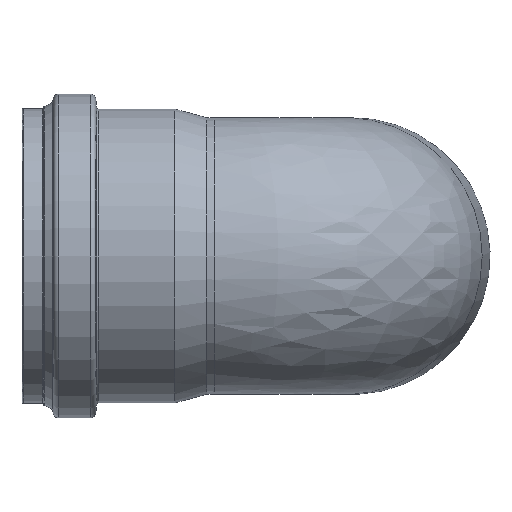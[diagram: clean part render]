
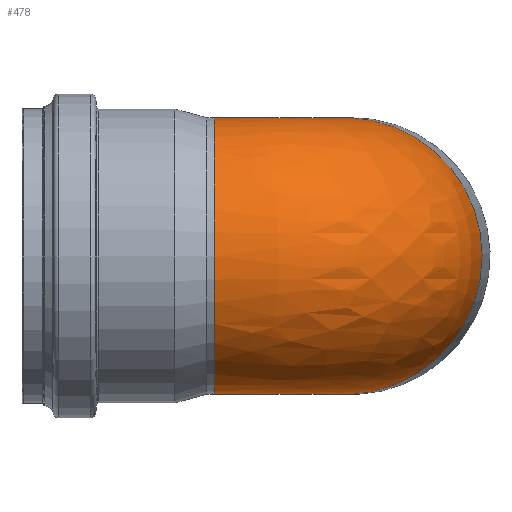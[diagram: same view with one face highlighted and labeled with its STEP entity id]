
A CAD part, left-side view. The second image highlights one B-rep face of the part: STEP entity #478.
In plain terms, the highlighted free-form (B-spline) face has degree [2, 2] with [9, 3] control points.
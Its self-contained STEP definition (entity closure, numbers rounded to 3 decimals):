
#29=(
BOUNDED_SURFACE()
B_SPLINE_SURFACE(2,2,((#972,#973,#974),(#975,#976,#977),(#978,#979,#980),
(#981,#982,#983),(#984,#985,#986),(#987,#988,#989),(#990,#991,#992),(#993,
#994,#995),(#996,#997,#998)),.UNSPECIFIED.,.F.,.F.,.F.)
B_SPLINE_SURFACE_WITH_KNOTS((3,2,2,2,3),(3,3),(-2.737,-1.369,
0.,1.369,2.737),(-1.527,
0.),.UNSPECIFIED.)
GEOMETRIC_REPRESENTATION_ITEM()
RATIONAL_B_SPLINE_SURFACE(((1.,0.722,1.),(0.775,
0.56,0.775),(1.,0.722,1.),(0.775,
0.56,0.775),(1.,0.722,1.),(0.775,
0.56,0.775),(1.,0.722,1.),(0.775,
0.56,0.775),(1.,0.722,1.)))
REPRESENTATION_ITEM('')
SURFACE()
);
#38=B_SPLINE_CURVE_WITH_KNOTS('',3,(#811,#812,#813,#814,#815,#816,#817,
#818,#819,#820,#821,#822,#823,#824,#825,#826),.UNSPECIFIED.,.F.,.F.,(4,
3,3,3,3,4),(-0.001,0.062,0.123,
0.158,0.198,0.277),.UNSPECIFIED.);
#44=B_SPLINE_CURVE_WITH_KNOTS('',3,(#955,#956,#957,#958,#959,#960,#961,
#962,#963,#964,#965,#966,#967,#968,#969,#970),.UNSPECIFIED.,.F.,.F.,(4,
3,3,3,3,4),(-0.001,0.078,0.119,0.154,
0.215,0.277),.UNSPECIFIED.);
#103=FACE_OUTER_BOUND('',#149,.T.);
#149=EDGE_LOOP('',(#381,#382,#383,#384));
#222=CIRCLE('',#522,100.15);
#224=CIRCLE('',#528,100.15);
#262=VERTEX_POINT('',#772);
#264=VERTEX_POINT('',#775);
#268=VERTEX_POINT('',#809);
#272=VERTEX_POINT('',#954);
#309=EDGE_CURVE('',#264,#262,#222,.T.);
#314=EDGE_CURVE('',#262,#268,#38,.T.);
#320=EDGE_CURVE('',#272,#264,#44,.T.);
#322=EDGE_CURVE('',#272,#268,#224,.T.);
#381=ORIENTED_EDGE('',*,*,#314,.T.);
#382=ORIENTED_EDGE('',*,*,#322,.F.);
#383=ORIENTED_EDGE('',*,*,#320,.T.);
#384=ORIENTED_EDGE('',*,*,#309,.T.);
#478=ADVANCED_FACE('',(#103),#29,.F.);
#522=AXIS2_PLACEMENT_3D('',#776,#611,#612);
#528=AXIS2_PLACEMENT_3D('',#999,#623,#624);
#611=DIRECTION('center_axis',(-0.999,0.044,0.));
#612=DIRECTION('ref_axis',(-0.044,-0.999,0.));
#623=DIRECTION('center_axis',(0.,1.,0.));
#624=DIRECTION('ref_axis',(-1.,0.,0.));
#772=CARTESIAN_POINT('',(93.77,-62.358,39.544));
#775=CARTESIAN_POINT('',(93.77,-62.358,-39.544));
#776=CARTESIAN_POINT('Origin',(89.756,-154.283,0.));
#809=CARTESIAN_POINT('',(92.013,-60.522,39.544));
#811=CARTESIAN_POINT('Ctrl Pts',(93.77,-62.358,39.544));
#812=CARTESIAN_POINT('Ctrl Pts',(93.567,-62.334,39.51));
#813=CARTESIAN_POINT('Ctrl Pts',(93.368,-62.278,39.483));
#814=CARTESIAN_POINT('Ctrl Pts',(93.18,-62.193,39.463));
#815=CARTESIAN_POINT('Ctrl Pts',(92.996,-62.109,39.443));
#816=CARTESIAN_POINT('Ctrl Pts',(92.825,-61.999,39.43));
#817=CARTESIAN_POINT('Ctrl Pts',(92.673,-61.864,39.426));
#818=CARTESIAN_POINT('Ctrl Pts',(92.584,-61.786,39.423));
#819=CARTESIAN_POINT('Ctrl Pts',(92.504,-61.701,39.423));
#820=CARTESIAN_POINT('Ctrl Pts',(92.431,-61.609,39.426));
#821=CARTESIAN_POINT('Ctrl Pts',(92.349,-61.504,39.429));
#822=CARTESIAN_POINT('Ctrl Pts',(92.278,-61.39,39.436));
#823=CARTESIAN_POINT('Ctrl Pts',(92.218,-61.27,39.447));
#824=CARTESIAN_POINT('Ctrl Pts',(92.101,-61.035,39.468));
#825=CARTESIAN_POINT('Ctrl Pts',(92.031,-60.781,39.5));
#826=CARTESIAN_POINT('Ctrl Pts',(92.013,-60.522,39.544));
#954=CARTESIAN_POINT('',(92.013,-60.522,-39.544));
#955=CARTESIAN_POINT('Ctrl Pts',(92.013,-60.522,-39.544));
#956=CARTESIAN_POINT('Ctrl Pts',(92.031,-60.781,-39.5));
#957=CARTESIAN_POINT('Ctrl Pts',(92.101,-61.035,-39.468));
#958=CARTESIAN_POINT('Ctrl Pts',(92.218,-61.27,-39.447));
#959=CARTESIAN_POINT('Ctrl Pts',(92.278,-61.39,-39.436));
#960=CARTESIAN_POINT('Ctrl Pts',(92.349,-61.504,-39.429));
#961=CARTESIAN_POINT('Ctrl Pts',(92.431,-61.609,-39.426));
#962=CARTESIAN_POINT('Ctrl Pts',(92.504,-61.701,-39.423));
#963=CARTESIAN_POINT('Ctrl Pts',(92.584,-61.786,-39.423));
#964=CARTESIAN_POINT('Ctrl Pts',(92.673,-61.864,-39.426));
#965=CARTESIAN_POINT('Ctrl Pts',(92.825,-61.999,-39.43));
#966=CARTESIAN_POINT('Ctrl Pts',(92.996,-62.109,-39.443));
#967=CARTESIAN_POINT('Ctrl Pts',(93.18,-62.193,-39.463));
#968=CARTESIAN_POINT('Ctrl Pts',(93.368,-62.278,-39.483));
#969=CARTESIAN_POINT('Ctrl Pts',(93.567,-62.334,-39.51));
#970=CARTESIAN_POINT('Ctrl Pts',(93.77,-62.358,-39.544));
#972=CARTESIAN_POINT('Ctrl Pts',(93.772,-62.305,39.42));
#973=CARTESIAN_POINT('Ctrl Pts',(92.066,-62.23,39.42));
#974=CARTESIAN_POINT('Ctrl Pts',(92.066,-60.522,39.42));
#975=CARTESIAN_POINT('Ctrl Pts',(92.37,-94.43,114.521));
#976=CARTESIAN_POINT('Ctrl Pts',(59.91,-93.013,114.521));
#977=CARTESIAN_POINT('Ctrl Pts',(59.91,-60.522,114.521));
#978=CARTESIAN_POINT('Ctrl Pts',(88.879,-174.384,98.108));
#979=CARTESIAN_POINT('Ctrl Pts',(-20.12,-169.625,98.108));
#980=CARTESIAN_POINT('Ctrl Pts',(-20.12,-60.522,98.108));
#981=CARTESIAN_POINT('Ctrl Pts',(85.388,-254.337,81.695));
#982=CARTESIAN_POINT('Ctrl Pts',(-100.15,-246.237,81.695));
#983=CARTESIAN_POINT('Ctrl Pts',(-100.15,-60.522,81.695));
#984=CARTESIAN_POINT('Ctrl Pts',(85.388,-254.337,0.));
#985=CARTESIAN_POINT('Ctrl Pts',(-100.15,-246.237,0.));
#986=CARTESIAN_POINT('Ctrl Pts',(-100.15,-60.522,0.));
#987=CARTESIAN_POINT('Ctrl Pts',(85.388,-254.337,-81.695));
#988=CARTESIAN_POINT('Ctrl Pts',(-100.15,-246.237,-81.695));
#989=CARTESIAN_POINT('Ctrl Pts',(-100.15,-60.522,-81.695));
#990=CARTESIAN_POINT('Ctrl Pts',(88.879,-174.384,-98.108));
#991=CARTESIAN_POINT('Ctrl Pts',(-20.12,-169.625,-98.108));
#992=CARTESIAN_POINT('Ctrl Pts',(-20.12,-60.522,-98.108));
#993=CARTESIAN_POINT('Ctrl Pts',(92.37,-94.43,-114.521));
#994=CARTESIAN_POINT('Ctrl Pts',(59.91,-93.013,-114.521));
#995=CARTESIAN_POINT('Ctrl Pts',(59.91,-60.522,-114.521));
#996=CARTESIAN_POINT('Ctrl Pts',(93.772,-62.305,-39.42));
#997=CARTESIAN_POINT('Ctrl Pts',(92.066,-62.23,-39.42));
#998=CARTESIAN_POINT('Ctrl Pts',(92.066,-60.522,-39.42));
#999=CARTESIAN_POINT('Origin',(0.,-60.522,0.));
